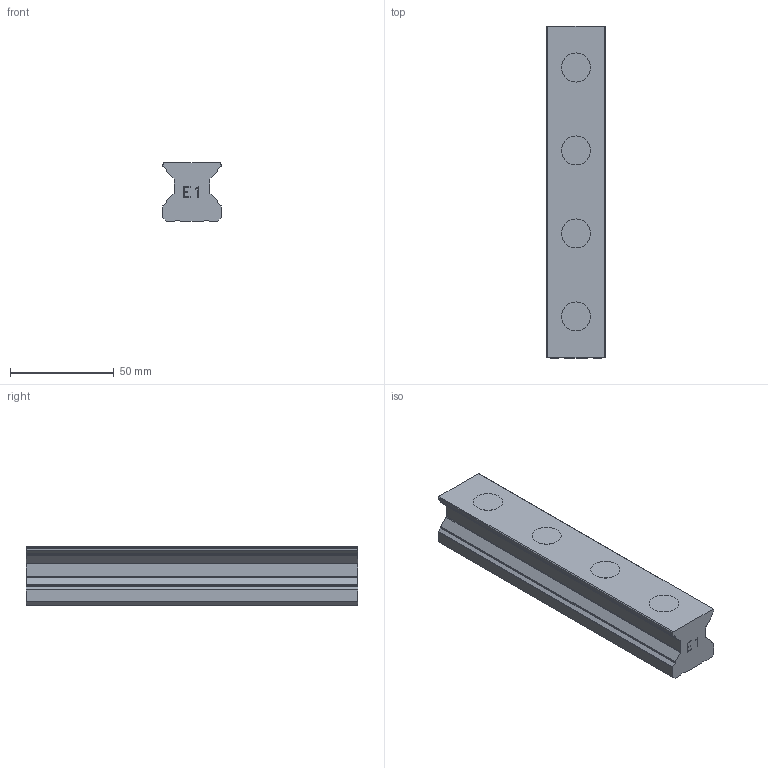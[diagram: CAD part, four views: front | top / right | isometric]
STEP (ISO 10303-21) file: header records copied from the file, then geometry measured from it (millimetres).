
FILE_DESCRIPTION(('STEP AP214'),'1');
FILE_NAME('cctmp_3A11E4FD-DD8C-4670-B9B3-BD69DDEEE3FD_2021_03_11_14_12_42_0112..stp','2021-03-11T13:12:42',('HIWIN GmbH'),('CADClick - www.CADClick.com'),'Spatial InterOp 3D',' ','unknown authorization');
FILE_SCHEMA(('AUTOMOTIVE_DESIGN'));
Length unit declared in the file: millimetre
Products named in the file (1): RGR30R160H_FILE
Bounding box: 28 x 160 x 28 mm (x, y, z)
Volume: 91818.1 mm3; surface area: 24945 mm2
Topology: 1 solids, 1 shells, 151 faces, 399 edges, 266 vertices
Faces by surface type: plane 109, cylinder 42
Entity records: 5889 total; most frequent: CARTESIAN_POINT 817, ORIENTED_EDGE 798, DIRECTION 787, EDGE_CURVE 399, LINE 315, VECTOR 315, VERTEX_POINT 266, AXIS2_PLACEMENT_3D 236
